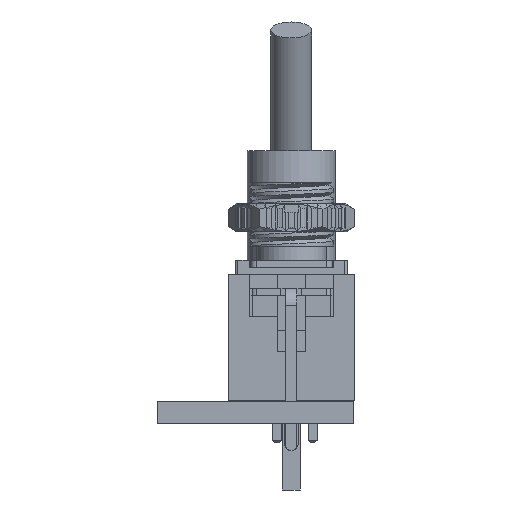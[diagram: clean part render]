
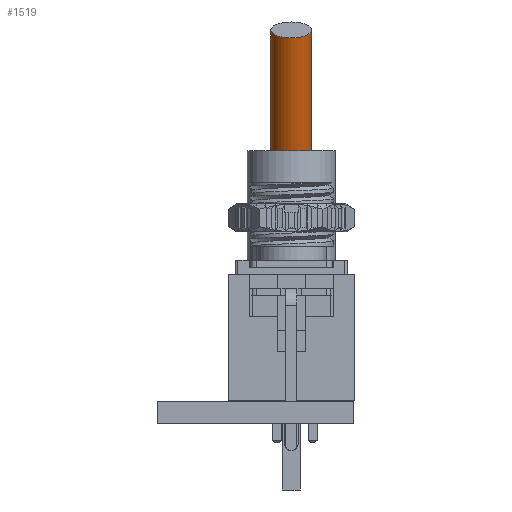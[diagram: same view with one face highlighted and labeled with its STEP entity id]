
A CAD part, front view. The second image highlights one B-rep face of the part: STEP entity #1519.
In plain terms, the highlighted cylindrical face has radius 1.45 mm (diameter 2.9 mm), a full revolution.
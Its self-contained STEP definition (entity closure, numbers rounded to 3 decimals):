
#1519 = ADVANCED_FACE('',(#1520),#1533,.T.);
#1520 = FACE_BOUND('',#1521,.T.);
#1521 = EDGE_LOOP('',(#1522,#1556,#1579,#1606));
#1522 = ORIENTED_EDGE('',*,*,#1523,.F.);
#1523 = EDGE_CURVE('',#1524,#1524,#1526,.T.);
#1524 = VERTEX_POINT('',#1525);
#1525 = CARTESIAN_POINT('',(5.402,0.,
    25.796));
#1526 = SURFACE_CURVE('',#1527,(#1532,#1544),.PCURVE_S1.);
#1527 = CIRCLE('',#1528,1.45);
#1528 = AXIS2_PLACEMENT_3D('',#1529,#1530,#1531);
#1529 = CARTESIAN_POINT('',(4.068,0.,26.362));
#1530 = DIRECTION('',(0.391,-0.,0.921));
#1531 = DIRECTION('',(0.921,0.,-0.391));
#1532 = PCURVE('',#1533,#1538);
#1533 = CYLINDRICAL_SURFACE('',#1534,1.45);
#1534 = AXIS2_PLACEMENT_3D('',#1535,#1536,#1537);
#1535 = CARTESIAN_POINT('',(0.,0.,16.78));
#1536 = DIRECTION('',(0.391,0.,0.921));
#1537 = DIRECTION('',(0.921,0.,-0.391));
#1538 = DEFINITIONAL_REPRESENTATION('',(#1539),#1543);
#1539 = LINE('',#1540,#1541);
#1540 = CARTESIAN_POINT('',(0.,10.41));
#1541 = VECTOR('',#1542,1.);
#1542 = DIRECTION('',(1.,0.));
#1543 = ( GEOMETRIC_REPRESENTATION_CONTEXT(2) 
PARAMETRIC_REPRESENTATION_CONTEXT() REPRESENTATION_CONTEXT('2D SPACE',''
  ) );
#1544 = PCURVE('',#1545,#1550);
#1545 = PLANE('',#1546);
#1546 = AXIS2_PLACEMENT_3D('',#1547,#1548,#1549);
#1547 = CARTESIAN_POINT('',(4.068,0.,26.362));
#1548 = DIRECTION('',(0.391,0.,0.921));
#1549 = DIRECTION('',(0.921,0.,-0.391));
#1550 = DEFINITIONAL_REPRESENTATION('',(#1551),#1555);
#1551 = CIRCLE('',#1552,1.45);
#1552 = AXIS2_PLACEMENT_2D('',#1553,#1554);
#1553 = CARTESIAN_POINT('',(0.,0.));
#1554 = DIRECTION('',(1.,0.));
#1555 = ( GEOMETRIC_REPRESENTATION_CONTEXT(2) 
PARAMETRIC_REPRESENTATION_CONTEXT() REPRESENTATION_CONTEXT('2D SPACE',''
  ) );
#1556 = ORIENTED_EDGE('',*,*,#1557,.F.);
#1557 = EDGE_CURVE('',#1558,#1524,#1560,.T.);
#1558 = VERTEX_POINT('',#1559);
#1559 = CARTESIAN_POINT('',(1.335,0.,
    16.213));
#1560 = SEAM_CURVE('',#1561,(#1565,#1572),.PCURVE_S1.);
#1561 = LINE('',#1562,#1563);
#1562 = CARTESIAN_POINT('',(1.335,0.,
    16.213));
#1563 = VECTOR('',#1564,1.);
#1564 = DIRECTION('',(0.391,0.,0.921));
#1565 = PCURVE('',#1533,#1566);
#1566 = DEFINITIONAL_REPRESENTATION('',(#1567),#1571);
#1567 = LINE('',#1568,#1569);
#1568 = CARTESIAN_POINT('',(0.,-0.));
#1569 = VECTOR('',#1570,1.);
#1570 = DIRECTION('',(0.,1.));
#1571 = ( GEOMETRIC_REPRESENTATION_CONTEXT(2) 
PARAMETRIC_REPRESENTATION_CONTEXT() REPRESENTATION_CONTEXT('2D SPACE',''
  ) );
#1572 = PCURVE('',#1533,#1573);
#1573 = DEFINITIONAL_REPRESENTATION('',(#1574),#1578);
#1574 = LINE('',#1575,#1576);
#1575 = CARTESIAN_POINT('',(6.283,-0.));
#1576 = VECTOR('',#1577,1.);
#1577 = DIRECTION('',(0.,1.));
#1578 = ( GEOMETRIC_REPRESENTATION_CONTEXT(2) 
PARAMETRIC_REPRESENTATION_CONTEXT() REPRESENTATION_CONTEXT('2D SPACE',''
  ) );
#1579 = ORIENTED_EDGE('',*,*,#1580,.T.);
#1580 = EDGE_CURVE('',#1558,#1558,#1581,.T.);
#1581 = SURFACE_CURVE('',#1582,(#1587,#1594),.PCURVE_S1.);
#1582 = CIRCLE('',#1583,1.45);
#1583 = AXIS2_PLACEMENT_3D('',#1584,#1585,#1586);
#1584 = CARTESIAN_POINT('',(0.,0.,16.78));
#1585 = DIRECTION('',(0.391,-0.,0.921));
#1586 = DIRECTION('',(0.921,0.,-0.391));
#1587 = PCURVE('',#1533,#1588);
#1588 = DEFINITIONAL_REPRESENTATION('',(#1589),#1593);
#1589 = LINE('',#1590,#1591);
#1590 = CARTESIAN_POINT('',(0.,0.));
#1591 = VECTOR('',#1592,1.);
#1592 = DIRECTION('',(1.,0.));
#1593 = ( GEOMETRIC_REPRESENTATION_CONTEXT(2) 
PARAMETRIC_REPRESENTATION_CONTEXT() REPRESENTATION_CONTEXT('2D SPACE',''
  ) );
#1594 = PCURVE('',#1595,#1600);
#1595 = PLANE('',#1596);
#1596 = AXIS2_PLACEMENT_3D('',#1597,#1598,#1599);
#1597 = CARTESIAN_POINT('',(0.,0.,16.78));
#1598 = DIRECTION('',(0.391,0.,0.921));
#1599 = DIRECTION('',(0.921,0.,-0.391));
#1600 = DEFINITIONAL_REPRESENTATION('',(#1601),#1605);
#1601 = CIRCLE('',#1602,1.45);
#1602 = AXIS2_PLACEMENT_2D('',#1603,#1604);
#1603 = CARTESIAN_POINT('',(0.,0.));
#1604 = DIRECTION('',(1.,0.));
#1605 = ( GEOMETRIC_REPRESENTATION_CONTEXT(2) 
PARAMETRIC_REPRESENTATION_CONTEXT() REPRESENTATION_CONTEXT('2D SPACE',''
  ) );
#1606 = ORIENTED_EDGE('',*,*,#1557,.T.);
